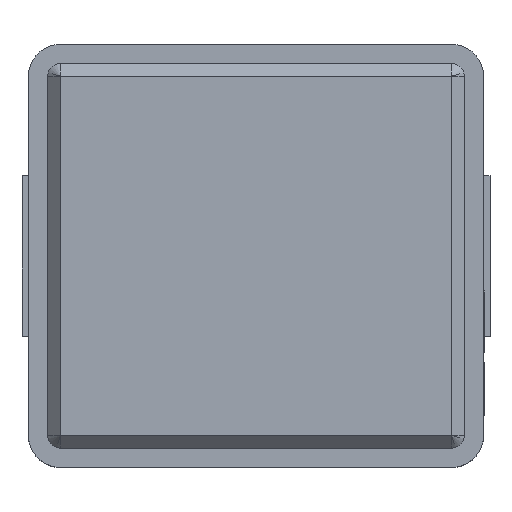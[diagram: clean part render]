
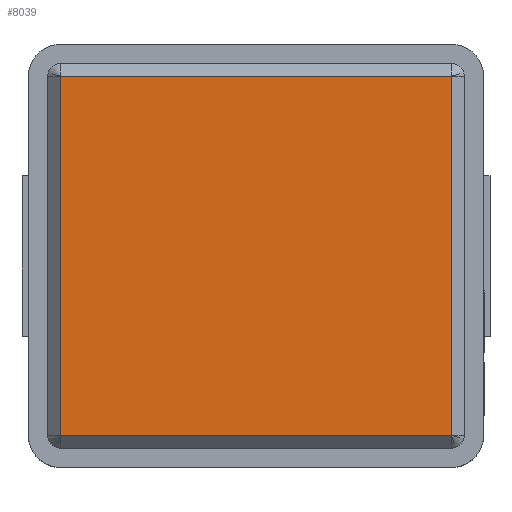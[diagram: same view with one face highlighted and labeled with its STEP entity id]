
A CAD part, top view. The second image highlights one B-rep face of the part: STEP entity #8039.
In plain terms, the highlighted planar face has unit normal (0, 0, 1).
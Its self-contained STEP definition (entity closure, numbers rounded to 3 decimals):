
#79 = VERTEX_POINT ( 'NONE', #6078 ) ;
#378 = CARTESIAN_POINT ( 'NONE',  ( 0., 2.8, 3. ) ) ;
#1628 = DIRECTION ( 'NONE',  ( 1., 0., 0. ) ) ;
#1938 = CARTESIAN_POINT ( 'NONE',  ( 0., -2.8, 3. ) ) ;
#2567 = PLANE ( 'NONE',  #5437 ) ;
#3132 = VERTEX_POINT ( 'NONE', #8502 ) ;
#3543 = EDGE_CURVE ( 'NONE', #16066, #3132, #6837, .T. ) ;
#3801 = FACE_OUTER_BOUND ( 'NONE', #16076, .T. ) ;
#4333 = DIRECTION ( 'NONE',  ( 1., 0., 0. ) ) ;
#4649 = CARTESIAN_POINT ( 'NONE',  ( 3.05, -2.8, 3. ) ) ;
#4911 = VERTEX_POINT ( 'NONE', #4649 ) ;
#5145 = ORIENTED_EDGE ( 'NONE', *, *, #11601, .T. ) ;
#5387 = ORIENTED_EDGE ( 'NONE', *, *, #5623, .T. ) ;
#5437 = AXIS2_PLACEMENT_3D ( 'NONE', #12932, #6429, #1628 ) ;
#5623 = EDGE_CURVE ( 'NONE', #4911, #16066, #12288, .T. ) ;
#6078 = CARTESIAN_POINT ( 'NONE',  ( -3.05, -2.8, 3. ) ) ;
#6238 = DIRECTION ( 'NONE',  ( 0., -1., 0. ) ) ;
#6270 = DIRECTION ( 'NONE',  ( 0., 1., 0. ) ) ;
#6429 = DIRECTION ( 'NONE',  ( 0., 0., 1. ) ) ;
#6837 = LINE ( 'NONE', #378, #9054 ) ;
#8039 = ADVANCED_FACE ( 'NONE', ( #3801 ), #2567, .T. ) ;
#8502 = CARTESIAN_POINT ( 'NONE',  ( -3.05, 2.8, 3. ) ) ;
#8680 = VECTOR ( 'NONE', #6238, 1000. ) ;
#8695 = LINE ( 'NONE', #13723, #8680 ) ;
#9054 = VECTOR ( 'NONE', #9325, 1000. ) ;
#9325 = DIRECTION ( 'NONE',  ( -1., 0., 0. ) ) ;
#10312 = VECTOR ( 'NONE', #6270, 1000. ) ;
#10430 = ORIENTED_EDGE ( 'NONE', *, *, #11481, .T. ) ;
#10618 = CARTESIAN_POINT ( 'NONE',  ( 3.05, 2.8, 3. ) ) ;
#10847 = LINE ( 'NONE', #1938, #12117 ) ;
#11064 = CARTESIAN_POINT ( 'NONE',  ( 3.05, 0., 3. ) ) ;
#11481 = EDGE_CURVE ( 'NONE', #3132, #79, #8695, .T. ) ;
#11601 = EDGE_CURVE ( 'NONE', #79, #4911, #10847, .T. ) ;
#12117 = VECTOR ( 'NONE', #4333, 1000. ) ;
#12288 = LINE ( 'NONE', #11064, #10312 ) ;
#12932 = CARTESIAN_POINT ( 'NONE',  ( 0., 0., 3. ) ) ;
#13723 = CARTESIAN_POINT ( 'NONE',  ( -3.05, 0., 3. ) ) ;
#14045 = ORIENTED_EDGE ( 'NONE', *, *, #3543, .T. ) ;
#16066 = VERTEX_POINT ( 'NONE', #10618 ) ;
#16076 = EDGE_LOOP ( 'NONE', ( #5387, #14045, #10430, #5145 ) ) ;
